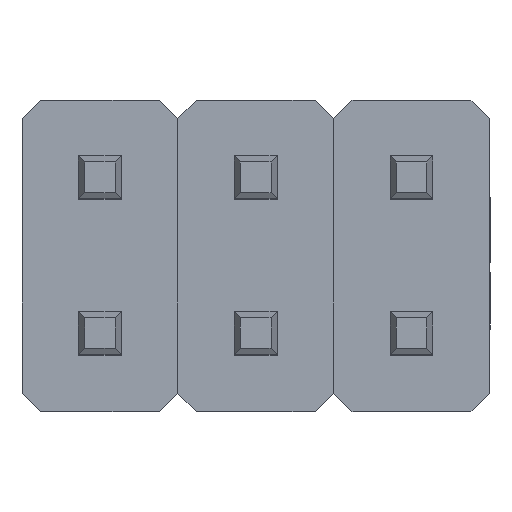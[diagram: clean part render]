
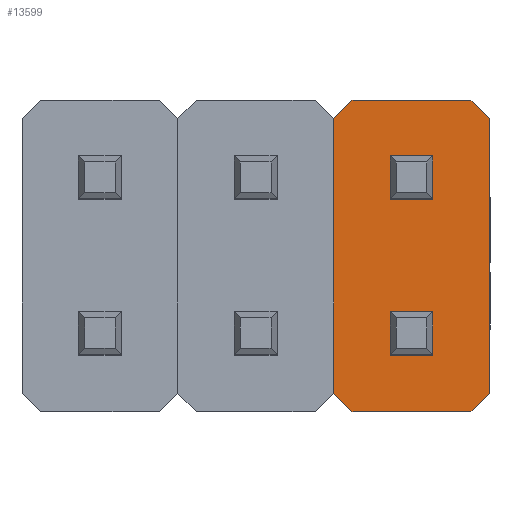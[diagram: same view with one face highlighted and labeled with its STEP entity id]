
A CAD part, top view. The second image highlights one B-rep face of the part: STEP entity #13599.
In plain terms, the highlighted planar face has unit normal (0, 0, 1).
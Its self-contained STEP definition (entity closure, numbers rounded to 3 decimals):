
#357=FACE_BOUND('',#1784,.T.);
#358=FACE_BOUND('',#1785,.T.);
#994=FACE_OUTER_BOUND('',#1783,.T.);
#1783=EDGE_LOOP('',(#10418,#10419,#10420,#10421,#10422,#10423,#10424,#10425));
#1784=EDGE_LOOP('',(#10426,#10427,#10428,#10429));
#1785=EDGE_LOOP('',(#10430,#10431,#10432,#10433));
#2924=LINE('',#22529,#4459);
#3101=LINE('',#23547,#4636);
#3104=LINE('',#23553,#4639);
#3106=LINE('',#23556,#4641);
#3109=LINE('',#23562,#4644);
#3112=LINE('',#23568,#4647);
#3115=LINE('',#23574,#4650);
#3120=LINE('',#23582,#4655);
#3121=LINE('',#23586,#4656);
#3122=LINE('',#23588,#4657);
#3123=LINE('',#23590,#4658);
#3124=LINE('',#23591,#4659);
#3125=LINE('',#23594,#4660);
#3126=LINE('',#23596,#4661);
#3127=LINE('',#23598,#4662);
#3128=LINE('',#23599,#4663);
#4459=VECTOR('',#15963,1.);
#4636=VECTOR('',#16212,1.);
#4639=VECTOR('',#16217,1.);
#4641=VECTOR('',#16221,1.);
#4644=VECTOR('',#16226,1.);
#4647=VECTOR('',#16231,1.);
#4650=VECTOR('',#16236,1.);
#4655=VECTOR('',#16243,1.);
#4656=VECTOR('',#16246,1.);
#4657=VECTOR('',#16247,1.);
#4658=VECTOR('',#16248,1.);
#4659=VECTOR('',#16249,1.);
#4660=VECTOR('',#16250,1.);
#4661=VECTOR('',#16251,1.);
#4662=VECTOR('',#16252,1.);
#4663=VECTOR('',#16253,1.);
#5810=VERTEX_POINT('',#22526);
#5811=VERTEX_POINT('',#22528);
#6079=VERTEX_POINT('',#23540);
#6082=VERTEX_POINT('',#23545);
#6084=VERTEX_POINT('',#23551);
#6086=VERTEX_POINT('',#23560);
#6088=VERTEX_POINT('',#23566);
#6090=VERTEX_POINT('',#23572);
#6093=VERTEX_POINT('',#23584);
#6094=VERTEX_POINT('',#23585);
#6095=VERTEX_POINT('',#23587);
#6096=VERTEX_POINT('',#23589);
#6097=VERTEX_POINT('',#23592);
#6098=VERTEX_POINT('',#23593);
#6099=VERTEX_POINT('',#23595);
#6100=VERTEX_POINT('',#23597);
#7356=EDGE_CURVE('',#5811,#5810,#2924,.T.);
#7631=EDGE_CURVE('',#6079,#6082,#3101,.T.);
#7634=EDGE_CURVE('',#6082,#6084,#3104,.T.);
#7636=EDGE_CURVE('',#6084,#5811,#3106,.T.);
#7639=EDGE_CURVE('',#5810,#6086,#3109,.T.);
#7642=EDGE_CURVE('',#6086,#6088,#3112,.T.);
#7645=EDGE_CURVE('',#6088,#6090,#3115,.T.);
#7650=EDGE_CURVE('',#6090,#6079,#3120,.T.);
#7651=EDGE_CURVE('',#6093,#6094,#3121,.T.);
#7652=EDGE_CURVE('',#6095,#6093,#3122,.T.);
#7653=EDGE_CURVE('',#6096,#6095,#3123,.T.);
#7654=EDGE_CURVE('',#6094,#6096,#3124,.T.);
#7655=EDGE_CURVE('',#6097,#6098,#3125,.T.);
#7656=EDGE_CURVE('',#6099,#6097,#3126,.T.);
#7657=EDGE_CURVE('',#6100,#6099,#3127,.T.);
#7658=EDGE_CURVE('',#6098,#6100,#3128,.T.);
#10418=ORIENTED_EDGE('',*,*,#7631,.T.);
#10419=ORIENTED_EDGE('',*,*,#7634,.T.);
#10420=ORIENTED_EDGE('',*,*,#7636,.T.);
#10421=ORIENTED_EDGE('',*,*,#7356,.T.);
#10422=ORIENTED_EDGE('',*,*,#7639,.T.);
#10423=ORIENTED_EDGE('',*,*,#7642,.T.);
#10424=ORIENTED_EDGE('',*,*,#7645,.T.);
#10425=ORIENTED_EDGE('',*,*,#7650,.T.);
#10426=ORIENTED_EDGE('',*,*,#7651,.F.);
#10427=ORIENTED_EDGE('',*,*,#7652,.F.);
#10428=ORIENTED_EDGE('',*,*,#7653,.F.);
#10429=ORIENTED_EDGE('',*,*,#7654,.F.);
#10430=ORIENTED_EDGE('',*,*,#7655,.F.);
#10431=ORIENTED_EDGE('',*,*,#7656,.F.);
#10432=ORIENTED_EDGE('',*,*,#7657,.F.);
#10433=ORIENTED_EDGE('',*,*,#7658,.F.);
#12484=PLANE('',#14333);
#13599=ADVANCED_FACE('',(#994,#357,#358),#12484,.T.);
#14333=AXIS2_PLACEMENT_3D('',#23583,#16244,#16245);
#15963=DIRECTION('',(0.,1.,0.));
#16212=DIRECTION('',(0.707,-0.707,0.));
#16217=DIRECTION('',(1.,0.,0.));
#16221=DIRECTION('',(0.707,0.707,0.));
#16226=DIRECTION('',(-0.707,0.707,0.));
#16231=DIRECTION('',(-1.,0.,0.));
#16236=DIRECTION('',(-0.707,-0.707,0.));
#16243=DIRECTION('',(0.,-1.,0.));
#16244=DIRECTION('center_axis',(0.,0.,1.));
#16245=DIRECTION('ref_axis',(1.,0.,0.));
#16246=DIRECTION('',(0.,1.,0.));
#16247=DIRECTION('',(1.,0.,0.));
#16248=DIRECTION('',(0.,-1.,0.));
#16249=DIRECTION('',(-1.,0.,0.));
#16250=DIRECTION('',(0.,1.,0.));
#16251=DIRECTION('',(1.,0.,0.));
#16252=DIRECTION('',(0.,-1.,0.));
#16253=DIRECTION('',(-1.,0.,0.));
#22526=CARTESIAN_POINT('',(3.81,2.24,2.5));
#22528=CARTESIAN_POINT('',(3.81,-2.24,2.5));
#22529=CARTESIAN_POINT('',(3.81,2.24,2.5));
#23540=CARTESIAN_POINT('',(1.27,-2.24,2.5));
#23545=CARTESIAN_POINT('',(1.57,-2.54,2.5));
#23547=CARTESIAN_POINT('',(1.27,-2.24,2.5));
#23551=CARTESIAN_POINT('',(3.51,-2.54,2.5));
#23553=CARTESIAN_POINT('',(1.57,-2.54,2.5));
#23556=CARTESIAN_POINT('',(3.51,-2.54,2.5));
#23560=CARTESIAN_POINT('',(3.51,2.54,2.5));
#23562=CARTESIAN_POINT('',(3.51,2.54,2.5));
#23566=CARTESIAN_POINT('',(1.57,2.54,2.5));
#23568=CARTESIAN_POINT('',(1.57,2.54,2.5));
#23572=CARTESIAN_POINT('',(1.27,2.24,2.5));
#23574=CARTESIAN_POINT('',(1.27,2.24,2.5));
#23582=CARTESIAN_POINT('',(1.27,2.24,2.5));
#23583=CARTESIAN_POINT('Origin',(2.54,1.27,2.5));
#23584=CARTESIAN_POINT('',(2.89,-1.62,2.5));
#23585=CARTESIAN_POINT('',(2.89,-0.92,2.5));
#23586=CARTESIAN_POINT('',(2.89,1.27,2.5));
#23587=CARTESIAN_POINT('',(2.19,-1.62,2.5));
#23588=CARTESIAN_POINT('',(2.54,-1.62,2.5));
#23589=CARTESIAN_POINT('',(2.19,-0.92,2.5));
#23590=CARTESIAN_POINT('',(2.19,1.27,2.5));
#23591=CARTESIAN_POINT('',(2.54,-0.92,2.5));
#23592=CARTESIAN_POINT('',(2.89,0.92,2.5));
#23593=CARTESIAN_POINT('',(2.89,1.62,2.5));
#23594=CARTESIAN_POINT('',(2.89,1.27,2.5));
#23595=CARTESIAN_POINT('',(2.19,0.92,2.5));
#23596=CARTESIAN_POINT('',(2.54,0.92,2.5));
#23597=CARTESIAN_POINT('',(2.19,1.62,2.5));
#23598=CARTESIAN_POINT('',(2.19,1.27,2.5));
#23599=CARTESIAN_POINT('',(2.54,1.62,2.5));
